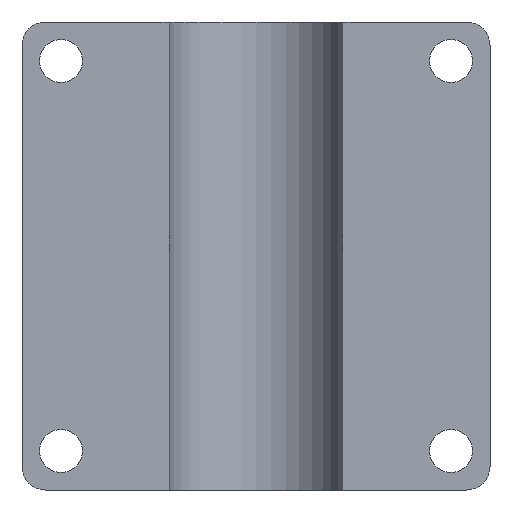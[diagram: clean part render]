
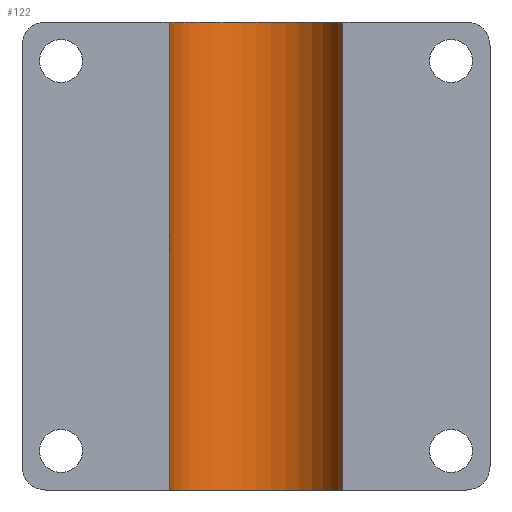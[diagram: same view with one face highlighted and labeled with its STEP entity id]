
A CAD part, front view. The second image highlights one B-rep face of the part: STEP entity #122.
In plain terms, the highlighted cylindrical face has radius 11.15 mm (diameter 22.3 mm), a partial arc.
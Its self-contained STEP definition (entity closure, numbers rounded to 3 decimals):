
#44 = DIRECTION ( 'NONE',  ( 0., 0., -1. ) ) ;
#61 = CIRCLE ( 'NONE', #184, 11.15 ) ;
#100 = ORIENTED_EDGE ( 'NONE', *, *, #836, .F. ) ;
#103 = CARTESIAN_POINT ( 'NONE',  ( 11.15, 0., 60. ) ) ;
#104 = DIRECTION ( 'NONE',  ( 1., 0., 0. ) ) ;
#122 = ADVANCED_FACE ( 'NONE', ( #758 ), #538, .F. ) ;
#125 = CARTESIAN_POINT ( 'NONE',  ( 0., 0., 60. ) ) ;
#132 = DIRECTION ( 'NONE',  ( 0., 0., -1. ) ) ;
#176 = DIRECTION ( 'NONE',  ( 0., 0., -1. ) ) ;
#184 = AXIS2_PLACEMENT_3D ( 'NONE', #671, #176, #104 ) ;
#193 = EDGE_CURVE ( 'NONE', #582, #843, #275, .T. ) ;
#197 = VECTOR ( 'NONE', #132, 1000. ) ;
#215 = AXIS2_PLACEMENT_3D ( 'NONE', #125, #44, #619 ) ;
#256 = AXIS2_PLACEMENT_3D ( 'NONE', #788, #370, #387 ) ;
#275 = LINE ( 'NONE', #626, #197 ) ;
#278 = ORIENTED_EDGE ( 'NONE', *, *, #281, .F. ) ;
#281 = EDGE_CURVE ( 'NONE', #582, #803, #61, .T. ) ;
#290 = EDGE_CURVE ( 'NONE', #843, #663, #532, .T. ) ;
#370 = DIRECTION ( 'NONE',  ( 0., 0., -1. ) ) ;
#374 = VECTOR ( 'NONE', #786, 1000. ) ;
#387 = DIRECTION ( 'NONE',  ( 1., 0., 0. ) ) ;
#396 = ORIENTED_EDGE ( 'NONE', *, *, #193, .T. ) ;
#432 = EDGE_LOOP ( 'NONE', ( #657, #100, #278, #396 ) ) ;
#482 = CARTESIAN_POINT ( 'NONE',  ( -11.15, 0., 60. ) ) ;
#527 = CARTESIAN_POINT ( 'NONE',  ( -11.15, 0., 0. ) ) ;
#532 = CIRCLE ( 'NONE', #256, 11.15 ) ;
#538 = CYLINDRICAL_SURFACE ( 'NONE', #215, 11.15 ) ;
#582 = VERTEX_POINT ( 'NONE', #482 ) ;
#599 = LINE ( 'NONE', #874, #374 ) ;
#619 = DIRECTION ( 'NONE',  ( -1., 0., 0. ) ) ;
#626 = CARTESIAN_POINT ( 'NONE',  ( -11.15, 0., 60. ) ) ;
#657 = ORIENTED_EDGE ( 'NONE', *, *, #290, .T. ) ;
#663 = VERTEX_POINT ( 'NONE', #775 ) ;
#671 = CARTESIAN_POINT ( 'NONE',  ( 0., 0., 60. ) ) ;
#758 = FACE_OUTER_BOUND ( 'NONE', #432, .T. ) ;
#775 = CARTESIAN_POINT ( 'NONE',  ( 11.15, 0., 0. ) ) ;
#786 = DIRECTION ( 'NONE',  ( 0., 0., -1. ) ) ;
#788 = CARTESIAN_POINT ( 'NONE',  ( 0., 0., 0. ) ) ;
#803 = VERTEX_POINT ( 'NONE', #103 ) ;
#836 = EDGE_CURVE ( 'NONE', #803, #663, #599, .T. ) ;
#843 = VERTEX_POINT ( 'NONE', #527 ) ;
#874 = CARTESIAN_POINT ( 'NONE',  ( 11.15, 0., 60. ) ) ;
